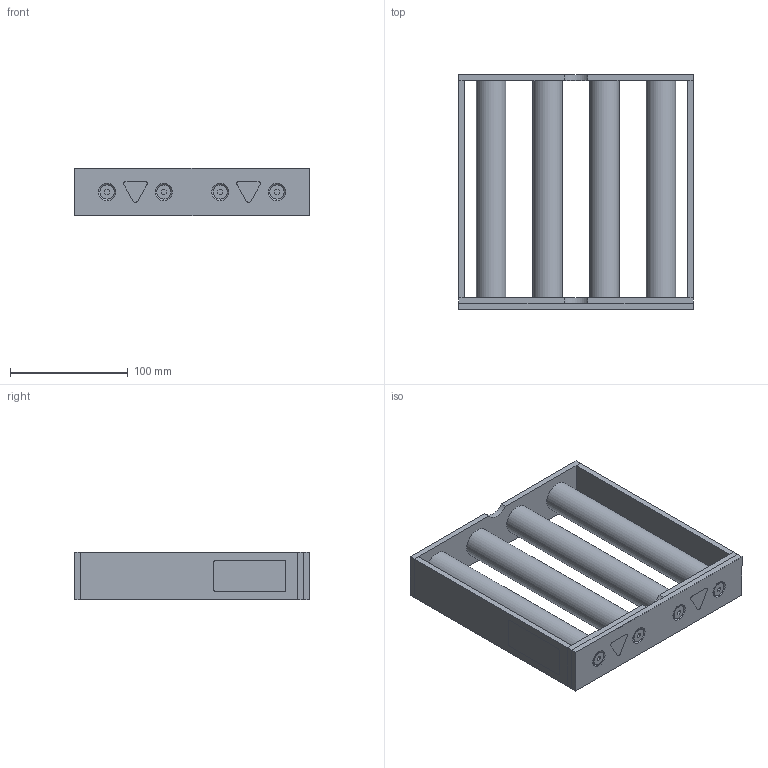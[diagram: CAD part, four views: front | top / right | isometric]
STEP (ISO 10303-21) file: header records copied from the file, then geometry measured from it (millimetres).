
FILE_DESCRIPTION(/* description */ (''),/* implementation_level */ '2;1');
FILE_NAME(/* name */ 'SEMR202038 B.stp',/* time_stamp */ '2020-11-02T11:38:23+01:00',/* author */ ('CR'),/* organization */ (''),/* preprocessor_version */ 'ST-DEVELOPER v18.1',/* originating_system */ 'Autodesk Inventor 2021',/* authorisation */ '');
FILE_SCHEMA (('AUTOMOTIVE_DESIGN { 1 0 10303 214 3 1 1 }'));
Length unit declared in the file: millimetre
Products named in the file (1): Part3
Bounding box: 199 x 199 x 40 mm (x, y, z)
Volume: 207702 mm3; surface area: 188463 mm2
Topology: 5 solids, 5 shells, 148 faces, 297 edges, 200 vertices
Faces by surface type: plane 102, cylinder 34, cone 8, torus 4
Full cylindrical faces by diameter (mm): 4.917 x4, 6 x4, 6.6 x4, 12 x4, 24 x4, 25 x12
Entity records: 4106 total; most frequent: DIRECTION 709, CARTESIAN_POINT 646, ORIENTED_EDGE 594, EDGE_CURVE 297, AXIS2_PLACEMENT_3D 263, VERTEX_POINT 200, EDGE_LOOP 199, LINE 183
